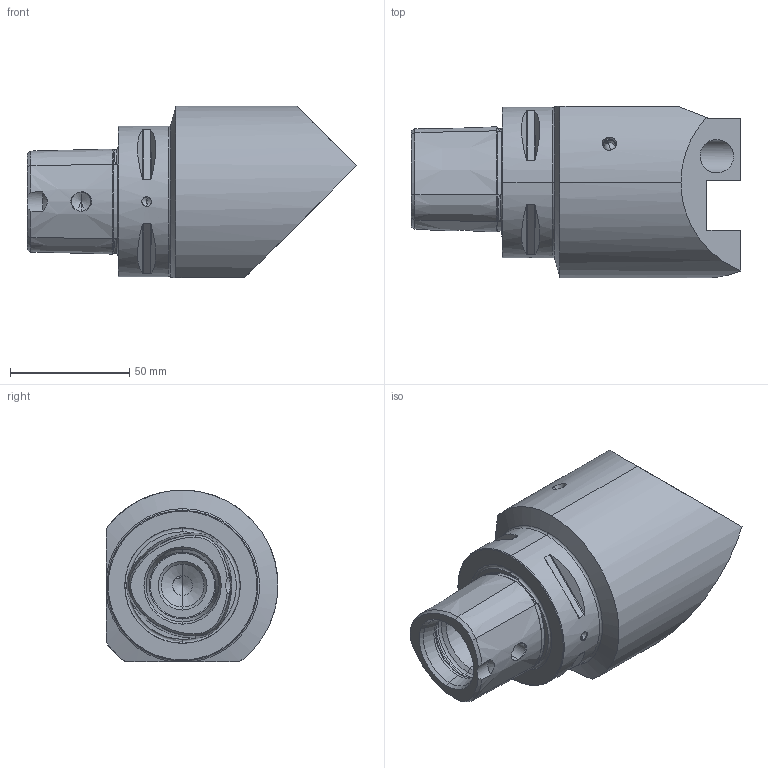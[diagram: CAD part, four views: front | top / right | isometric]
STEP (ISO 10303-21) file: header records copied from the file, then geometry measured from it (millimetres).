
FILE_DESCRIPTION (( 'STEP AP214' ), '1' );
FILE_NAME ('PS6.V20.L12.100.STEP', '2020-09-11T08:35:19', ( '' ), ( '' ), 'SwSTEP 2.0', 'SolidWorks 2017', '' );
FILE_SCHEMA (( 'AUTOMOTIVE_DESIGN' ));
Length unit declared in the file: millimetre
Products named in the file (7): KU1-U12.001.010_1; KU1-U12.001.010; ISO 4026 - M10 x 25; KU1-U12.001.010_2; PS6.V20.L12.100; KVT_MB_600_060; PS6-V20.L12.100_A
Assembly tree (8 placements, depth 3):
  PS6.V20.L12.100
    PS6-V20.L12.100_A
    KU1-U12.001.010
      KU1-U12.001.010_1
      KU1-U12.001.010_2
    ISO 4026 - M10 x 25  x3
    KVT_MB_600_060
Bounding box: 138 x 71.92 x 72 mm (x, y, z)
Volume: 316290.7 mm3; surface area: 47523.8 mm2
Topology: 8 solids, 8 shells, 259 faces, 620 edges, 371 vertices
Faces by surface type: cone 89, cylinder 69, plane 62, torus 31, sphere 6, bspline 2
Entity records: 7744 total; most frequent: CARTESIAN_POINT 2145, DIRECTION 1137, ORIENTED_EDGE 1062, EDGE_CURVE 531, AXIS2_PLACEMENT_3D 472, VERTEX_POINT 322, EDGE_LOOP 253, CIRCLE 233
